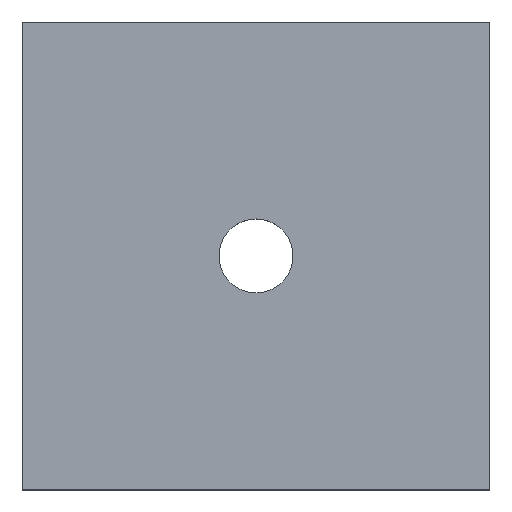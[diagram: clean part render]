
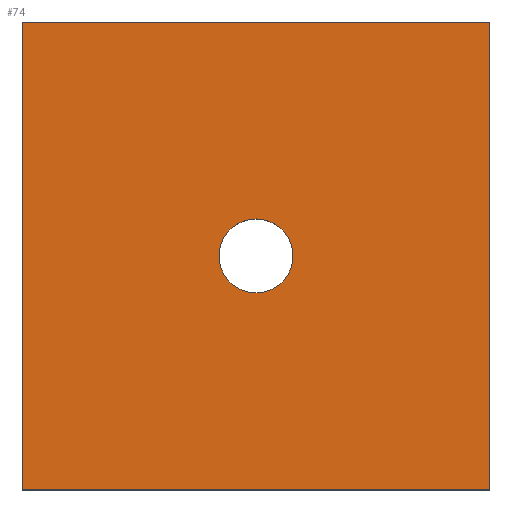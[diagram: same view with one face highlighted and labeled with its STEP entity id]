
A CAD part, top view. The second image highlights one B-rep face of the part: STEP entity #74.
In plain terms, the highlighted planar face has unit normal (0, 0, 1).
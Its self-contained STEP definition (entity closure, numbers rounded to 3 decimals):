
#1 = PLANE ( 'NONE',  #189 ) ;
#2 = EDGE_CURVE ( 'NONE', #113, #217, #124, .T. ) ;
#5 = VERTEX_POINT ( 'NONE', #243 ) ;
#7 = EDGE_LOOP ( 'NONE', ( #105, #228, #92, #187 ) ) ;
#9 = CARTESIAN_POINT ( 'NONE',  ( -21.5, -21.5, 5. ) ) ;
#11 = CARTESIAN_POINT ( 'NONE',  ( -21.5, -21.5, 5. ) ) ;
#13 = VERTEX_POINT ( 'NONE', #178 ) ;
#14 = DIRECTION ( 'NONE',  ( -1., 0., 0. ) ) ;
#25 = EDGE_CURVE ( 'NONE', #265, #5, #208, .T. ) ;
#30 = DIRECTION ( 'NONE',  ( -1., 0., 0. ) ) ;
#33 = DIRECTION ( 'NONE',  ( 1., 0., 0. ) ) ;
#34 = DIRECTION ( 'NONE',  ( 0., 0., -1. ) ) ;
#40 = DIRECTION ( 'NONE',  ( 0., 1., 0. ) ) ;
#43 = CARTESIAN_POINT ( 'NONE',  ( 21.5, -21.5, 5. ) ) ;
#44 = AXIS2_PLACEMENT_3D ( 'NONE', #153, #199, #150 ) ;
#54 = LINE ( 'NONE', #165, #188 ) ;
#59 = EDGE_CURVE ( 'NONE', #217, #113, #194, .T. ) ;
#67 = CARTESIAN_POINT ( 'NONE',  ( 21.5, -21.5, 5. ) ) ;
#74 = ADVANCED_FACE ( 'NONE', ( #166, #240 ), #1, .F. ) ;
#92 = ORIENTED_EDGE ( 'NONE', *, *, #25, .T. ) ;
#105 = ORIENTED_EDGE ( 'NONE', *, *, #213, .T. ) ;
#106 = CARTESIAN_POINT ( 'NONE',  ( -21.5, 21.5, 5. ) ) ;
#108 = VECTOR ( 'NONE', #14, 1000. ) ;
#111 = EDGE_CURVE ( 'NONE', #5, #13, #179, .T. ) ;
#113 = VERTEX_POINT ( 'NONE', #297 ) ;
#114 = CARTESIAN_POINT ( 'NONE',  ( -3.4, 0., 5. ) ) ;
#124 = CIRCLE ( 'NONE', #44, 3.4 ) ;
#146 = ORIENTED_EDGE ( 'NONE', *, *, #59, .F. ) ;
#150 = DIRECTION ( 'NONE',  ( 1., 0., 0. ) ) ;
#153 = CARTESIAN_POINT ( 'NONE',  ( 0., 0., 5. ) ) ;
#158 = ORIENTED_EDGE ( 'NONE', *, *, #2, .F. ) ;
#165 = CARTESIAN_POINT ( 'NONE',  ( -21.5, -21.5, 5. ) ) ;
#166 = FACE_BOUND ( 'NONE', #288, .T. ) ;
#178 = CARTESIAN_POINT ( 'NONE',  ( -21.5, 21.5, 5. ) ) ;
#179 = LINE ( 'NONE', #298, #108 ) ;
#187 = ORIENTED_EDGE ( 'NONE', *, *, #111, .T. ) ;
#188 = VECTOR ( 'NONE', #190, 1000. ) ;
#189 = AXIS2_PLACEMENT_3D ( 'NONE', #106, #34, #30 ) ;
#190 = DIRECTION ( 'NONE',  ( 0., -1., 0. ) ) ;
#194 = CIRCLE ( 'NONE', #303, 3.4 ) ;
#199 = DIRECTION ( 'NONE',  ( 0., 0., 1. ) ) ;
#207 = DIRECTION ( 'NONE',  ( 1., 0., 0. ) ) ;
#208 = LINE ( 'NONE', #43, #219 ) ;
#213 = EDGE_CURVE ( 'NONE', #13, #278, #54, .T. ) ;
#217 = VERTEX_POINT ( 'NONE', #114 ) ;
#219 = VECTOR ( 'NONE', #40, 1000. ) ;
#228 = ORIENTED_EDGE ( 'NONE', *, *, #295, .T. ) ;
#229 = CARTESIAN_POINT ( 'NONE',  ( 0., 0., 5. ) ) ;
#233 = LINE ( 'NONE', #9, #291 ) ;
#238 = DIRECTION ( 'NONE',  ( 0., 0., 1. ) ) ;
#240 = FACE_OUTER_BOUND ( 'NONE', #7, .T. ) ;
#243 = CARTESIAN_POINT ( 'NONE',  ( 21.5, 21.5, 5. ) ) ;
#265 = VERTEX_POINT ( 'NONE', #67 ) ;
#278 = VERTEX_POINT ( 'NONE', #11 ) ;
#288 = EDGE_LOOP ( 'NONE', ( #158, #146 ) ) ;
#291 = VECTOR ( 'NONE', #33, 1000. ) ;
#295 = EDGE_CURVE ( 'NONE', #278, #265, #233, .T. ) ;
#297 = CARTESIAN_POINT ( 'NONE',  ( 3.4, 0., 5. ) ) ;
#298 = CARTESIAN_POINT ( 'NONE',  ( -21.5, 21.5, 5. ) ) ;
#303 = AXIS2_PLACEMENT_3D ( 'NONE', #229, #238, #207 ) ;
